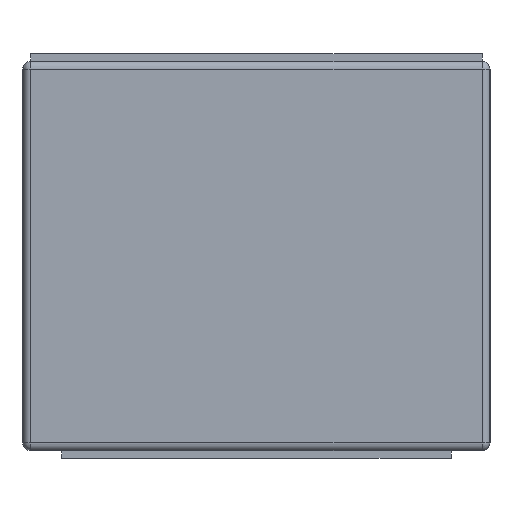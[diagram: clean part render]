
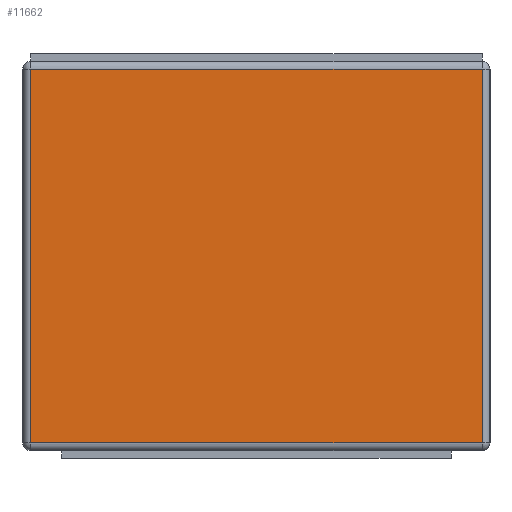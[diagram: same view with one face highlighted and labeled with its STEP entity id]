
A CAD part, left-side view. The second image highlights one B-rep face of the part: STEP entity #11662.
In plain terms, the highlighted planar face has unit normal (-1, 0, 0).
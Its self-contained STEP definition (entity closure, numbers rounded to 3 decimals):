
#286 = VECTOR ( 'NONE', #4483, 1000. ) ;
#333 = CARTESIAN_POINT ( 'NONE',  ( -0.5, -0.29, 0.01 ) ) ;
#1295 = CARTESIAN_POINT ( 'NONE',  ( -0.5, -0.3, 0.5 ) ) ;
#1307 = CARTESIAN_POINT ( 'NONE',  ( -0.5, -0.29, 0.49 ) ) ;
#1949 = AXIS2_PLACEMENT_3D ( 'NONE', #1295, #3248, #2309 ) ;
#2309 = DIRECTION ( 'NONE',  ( 0., 0., -1. ) ) ;
#2333 = EDGE_CURVE ( 'NONE', #10847, #10778, #9603, .T. ) ;
#2397 = EDGE_LOOP ( 'NONE', ( #6313, #9478, #6598, #5686 ) ) ;
#2789 = VERTEX_POINT ( 'NONE', #11559 ) ;
#3178 = EDGE_CURVE ( 'NONE', #2789, #5202, #9372, .T. ) ;
#3248 = DIRECTION ( 'NONE',  ( 1., 0., 0. ) ) ;
#3430 = CARTESIAN_POINT ( 'NONE',  ( -0.5, -0.3, 0.01 ) ) ;
#3463 = LINE ( 'NONE', #5241, #286 ) ;
#3566 = EDGE_CURVE ( 'NONE', #5202, #10847, #3463, .T. ) ;
#3759 = LINE ( 'NONE', #8528, #10348 ) ;
#4483 = DIRECTION ( 'NONE',  ( 0., 0., 1. ) ) ;
#5202 = VERTEX_POINT ( 'NONE', #333 ) ;
#5214 = PLANE ( 'NONE',  #1949 ) ;
#5241 = CARTESIAN_POINT ( 'NONE',  ( -0.5, -0.29, 0.5 ) ) ;
#5686 = ORIENTED_EDGE ( 'NONE', *, *, #11561, .T. ) ;
#6313 = ORIENTED_EDGE ( 'NONE', *, *, #3178, .T. ) ;
#6598 = ORIENTED_EDGE ( 'NONE', *, *, #2333, .T. ) ;
#6729 = CARTESIAN_POINT ( 'NONE',  ( -0.5, 0.29, 0.49 ) ) ;
#7257 = DIRECTION ( 'NONE',  ( 0., -1., 0. ) ) ;
#8324 = VECTOR ( 'NONE', #7257, 1000. ) ;
#8528 = CARTESIAN_POINT ( 'NONE',  ( -0.5, 0.29, 0.5 ) ) ;
#8622 = DIRECTION ( 'NONE',  ( 0., 1., 0. ) ) ;
#9372 = LINE ( 'NONE', #3430, #8324 ) ;
#9478 = ORIENTED_EDGE ( 'NONE', *, *, #3566, .T. ) ;
#9603 = LINE ( 'NONE', #10616, #10715 ) ;
#9882 = FACE_OUTER_BOUND ( 'NONE', #2397, .T. ) ;
#10348 = VECTOR ( 'NONE', #12177, 1000. ) ;
#10616 = CARTESIAN_POINT ( 'NONE',  ( -0.5, -0.3, 0.49 ) ) ;
#10715 = VECTOR ( 'NONE', #8622, 1000. ) ;
#10778 = VERTEX_POINT ( 'NONE', #6729 ) ;
#10847 = VERTEX_POINT ( 'NONE', #1307 ) ;
#11559 = CARTESIAN_POINT ( 'NONE',  ( -0.5, 0.29, 0.01 ) ) ;
#11561 = EDGE_CURVE ( 'NONE', #10778, #2789, #3759, .T. ) ;
#11662 = ADVANCED_FACE ( 'NONE', ( #9882 ), #5214, .F. ) ;
#12177 = DIRECTION ( 'NONE',  ( 0., 0., -1. ) ) ;
